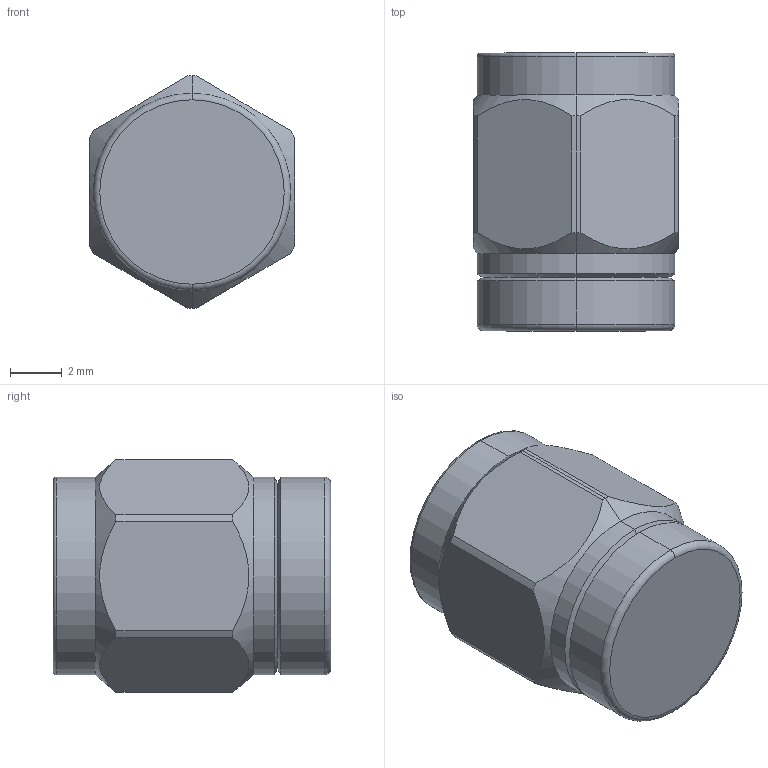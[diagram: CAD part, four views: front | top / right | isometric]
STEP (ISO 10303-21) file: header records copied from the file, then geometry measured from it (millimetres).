
FILE_DESCRIPTION (( 'STEP AP203' ), '1' );
FILE_NAME ('SC2040.step', '2019-01-02T20:58:32', ( '' ), ( '' ), 'SwSTEP 2.0', 'SolidWorks 2017', '' );
FILE_SCHEMA (( 'CONFIG_CONTROL_DESIGN' ));
Length unit declared in the file: inch
Products named in the file (1): SC2040
Bounding box: 7.94 x 10.74 x 8.99 mm (x, y, z)
Volume: 407.9 mm3; surface area: 494.9 mm2
Topology: 1 solids, 1 shells, 50 faces, 124 edges, 77 vertices
Faces by surface type: cylinder 23, cone 11, plane 9, torus 4, bspline 3
Entity records: 2615 total; most frequent: CARTESIAN_POINT 1425, ORIENTED_EDGE 248, DIRECTION 224, EDGE_CURVE 124, AXIS2_PLACEMENT_3D 93, VERTEX_POINT 77, EDGE_LOOP 51, FACE_OUTER_BOUND 50
